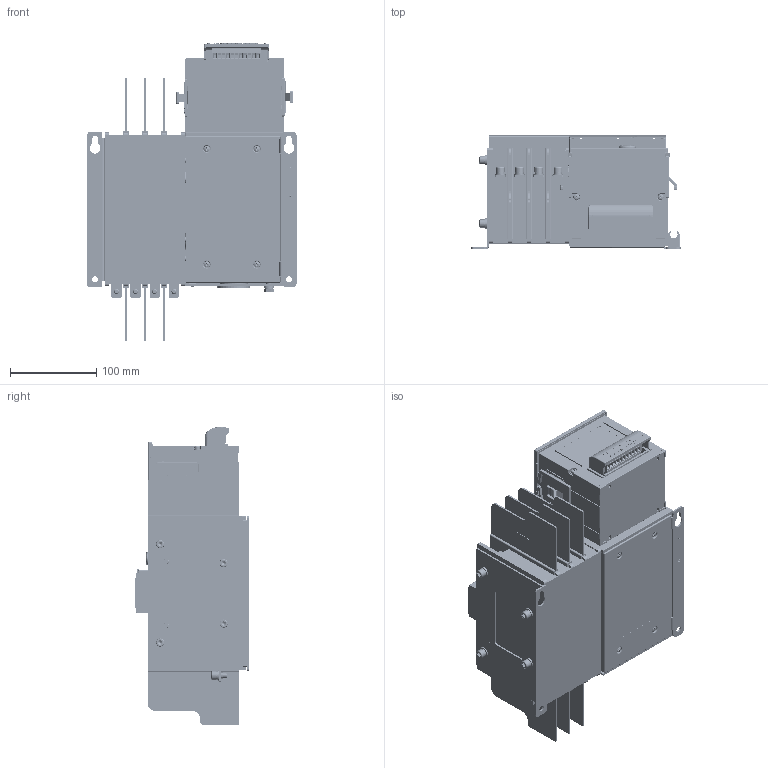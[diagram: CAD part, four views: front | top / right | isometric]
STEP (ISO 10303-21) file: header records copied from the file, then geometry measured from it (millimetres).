
FILE_DESCRIPTION(/* description */ (''),/* implementation_level */ '2;1');
FILE_NAME(/* name */ '2XD.638.010 4P 3A.stp',/* time_stamp */ '2022-05-06T15:10:32+08:00',/* author */ (''),/* organization */ (''),/* preprocessor_version */ 'ST-DEVELOPER v16.7',/* originating_system */ 'SIEMENS PLM Software NX 12.0',/* authorisation */ '');
FILE_SCHEMA (('AUTOMOTIVE_DESIGN { 1 0 10303 214 3 1 1 1 }'));
Products named in the file (83): 5XD.550.4103; 8XD.234.4103; 8XD.175.4101_255995ID; 8XD.585.4102; GB T9074.7 M4.12; 5XD.550.4104; 8XD.585.4101; GB T 809A M3X6; 8XD.948.4101; 5XD.234.4107; 8XD.040.4102; 8XD.203.4106_256430ID; 8XD.203.4105_256433ID; 8XD.024.4102; 8XD.024.4103; 8XD.867.4120; YC101-762-8P-4_A; YC101-508-13P-4_A; GB T 823 M4.83; 8XD.300.4112; 8XD.300.4113; 8XD.300.4407; GB T 70 M6.12; GB T 93 4; GB T 823 M4X10; GB T 97.1 4; GB T 29.2 M6.12; 8XD.865.4101.1-6; 8XD.867.4119; 8XD.315.4104; 8XD.253.4101; 8XD.005.4102; GB T 70 M10.20; GB T 6170 M6; 8XD.615.4102; 8XD.210.4108; 8XD.925.4102; GB T 97.1.5 6; GB T 93 6; 8XD.210.4118 ...
Assembly tree (138 placements, depth 7):
  2XD.638.010 4P 3A
    8XD.040.4122
    GB T 823 M4X6  x4
    5XD.558.4104
      5XD.558.4101
        8XD.024.4103
        5XD.550.4106
          8XD.585.4101
          5XD.550.4104  x2
          GB T9074.7 M4.12  x2
        5XD.550.4107  x2
          8XD.585.4102
          5XD.550.4107b1
            5XD.550.4107a1
              5XD.550.4103
      5XD.558.4102  x3
        8XD.024.4102
        5XD.550.4106
          8XD.585.4101
          5XD.550.4104  x2
          GB T9074.7 M4.12  x2
        5XD.550.4107
          8XD.585.4102
          5XD.550.4107b1
            5XD.550.4107a1
              5XD.550.4103
      8XD.024.4101
      5XD.203.4113
        8XD.203.4105_256433ID
      5XD.203.4114
        8XD.203.4106_256430ID
      8XD.210.4118
    8XD.100.4101
    8XD.140.4101
    5XD.925.4102_MODEL  x4
      GB T 93 6
      GB T 97.1.5 6
      8XD.925.4102
    6XD.716.4101.1-2
      8XD.210.4108
      5XD.526.4102.1-2
        8XD.040.4102
        5XD.640.4101
          8XD.175.4101_255995ID
      8XD.615.4102
      GB T 97.1.5 6
      GB T 93 6
      GB T 6170 M6
      5XD.234.4118
        5XD.234.4107
        5XD.234.4105_MODEL
          8XD.234.4103
      GB T 70 M10.20
    5XD.005.4102
      8XD.005.4102
      8XD.253.4101
      8XD.315.4104
      8XD.867.4119
      8XD.865.4101.1-6
    8XD.441.4101
Bounding box: 242.52 x 132.63 x 344.32 mm (x, y, z)
Volume: 1552343.5 mm3; surface area: 1084256.1 mm2
Topology: 210 solids, 217 shells, 10653 faces, 28462 edges, 18740 vertices
Faces by surface type: plane 7645, cylinder 1910, cone 386, extrusion 352, torus 267, sphere 47, bspline 46
Full cylindrical faces by diameter (mm): 2 x13, 2.1 x3, 2.128 x8, 2.129 x8, 2.4 x2, 2.458 x4, 2.459 x16, 2.5 x1, 2.55 x1, 2.6 x2, 2.675 x4, 2.7 x1, 2.8 x4, 2.9 x4, 3 x21, 3.001 x4, 3.241 x14, 3.242 x14, 3.3 x2, 3.432 x4, 3.5 x5, 3.52 x1, 3.545 x12, 3.75 x2, 4 x40, 4.2 x1, 4.3 x4, 4.5 x11, 4.91 x8, 4.917 x2
Entity records: 254253 total; most frequent: CARTESIAN_POINT 54946, ORIENTED_EDGE 39216, DIRECTION 36608, EDGE_CURVE 19608, VECTOR 15580, LINE 15350, VERTEX_POINT 13105, AXIS2_PLACEMENT_3D 10514
